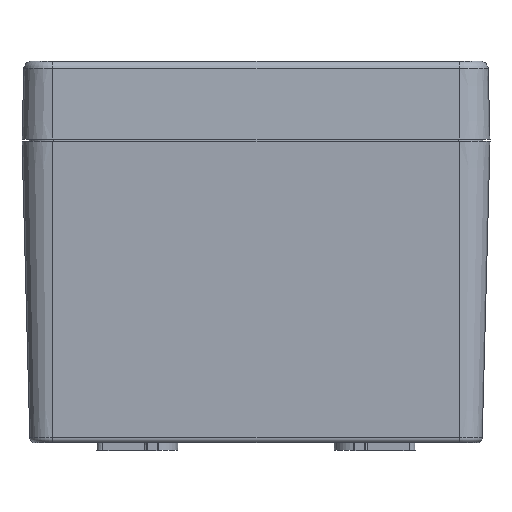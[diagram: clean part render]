
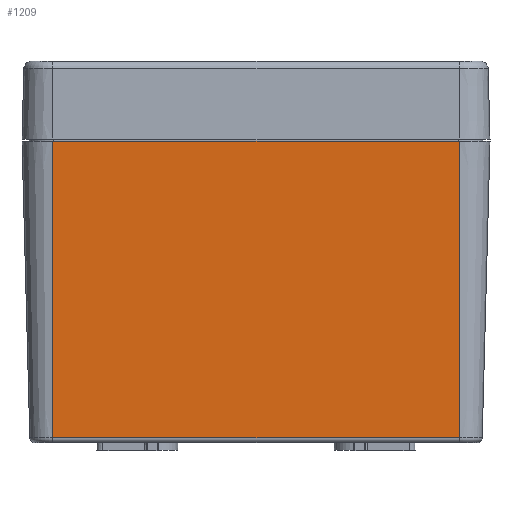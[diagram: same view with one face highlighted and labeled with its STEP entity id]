
A CAD part, left-side view. The second image highlights one B-rep face of the part: STEP entity #1209.
In plain terms, the highlighted planar face has unit normal (-1, 0, -0.026).
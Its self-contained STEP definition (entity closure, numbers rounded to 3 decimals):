
#1209 = ADVANCED_FACE( '', ( #2569 ), #2570, .F. );
#2569 = FACE_OUTER_BOUND( '', #3979, .T. );
#2570 = PLANE( '', #3980 );
#3979 = EDGE_LOOP( '', ( #7202, #7203, #7204, #7205 ) );
#3980 = AXIS2_PLACEMENT_3D( '', #7206, #7207, #7208 );
#7202 = ORIENTED_EDGE( '', *, *, #9017, .T. );
#7203 = ORIENTED_EDGE( '', *, *, #8502, .F. );
#7204 = ORIENTED_EDGE( '', *, *, #8746, .F. );
#7205 = ORIENTED_EDGE( '', *, *, #8478, .T. );
#7206 = CARTESIAN_POINT( '', ( -97.607, 57., -72.283 ) );
#7207 = DIRECTION( '', ( 1., 0., 0.026 ) );
#7208 = DIRECTION( '', ( 0.026, 0., -1. ) );
#8478 = EDGE_CURVE( '', #10344, #10339, #10345, .T. );
#8502 = EDGE_CURVE( '', #10378, #9269, #10380, .T. );
#8746 = EDGE_CURVE( '', #10344, #10378, #10713, .T. );
#9017 = EDGE_CURVE( '', #10339, #9269, #11033, .T. );
#9269 = VERTEX_POINT( '', #11353 );
#10339 = VERTEX_POINT( '', #12741 );
#10344 = VERTEX_POINT( '', #12746 );
#10345 = LINE( '', #12747, #12748 );
#10378 = VERTEX_POINT( '', #12789 );
#10380 = LINE( '', #12791, #12792 );
#10713 = LINE( '', #13264, #13265 );
#11033 = LINE( '', #13699, #13700 );
#11353 = CARTESIAN_POINT( '', ( -97.607, -49.5, -72.283 ) );
#12741 = CARTESIAN_POINT( '', ( -97.607, 49.5, -72.283 ) );
#12746 = CARTESIAN_POINT( '', ( -99.5, 49.5, 0. ) );
#12747 = CARTESIAN_POINT( '', ( -99.5, 49.5, 0. ) );
#12748 = VECTOR( '', #14964, 1000. );
#12789 = CARTESIAN_POINT( '', ( -99.5, -49.5, 0. ) );
#12791 = CARTESIAN_POINT( '', ( -99.5, -49.5, 0. ) );
#12792 = VECTOR( '', #14994, 1000. );
#13264 = CARTESIAN_POINT( '', ( -99.5, 57., 0. ) );
#13265 = VECTOR( '', #15270, 1000. );
#13699 = CARTESIAN_POINT( '', ( -97.607, 57., -72.283 ) );
#13700 = VECTOR( '', #15494, 1000. );
#14964 = DIRECTION( '', ( 0.026, 0., -1. ) );
#14994 = DIRECTION( '', ( 0.026, 0., -1. ) );
#15270 = DIRECTION( '', ( 0., -1., 0. ) );
#15494 = DIRECTION( '', ( 0., -1., 0. ) );
